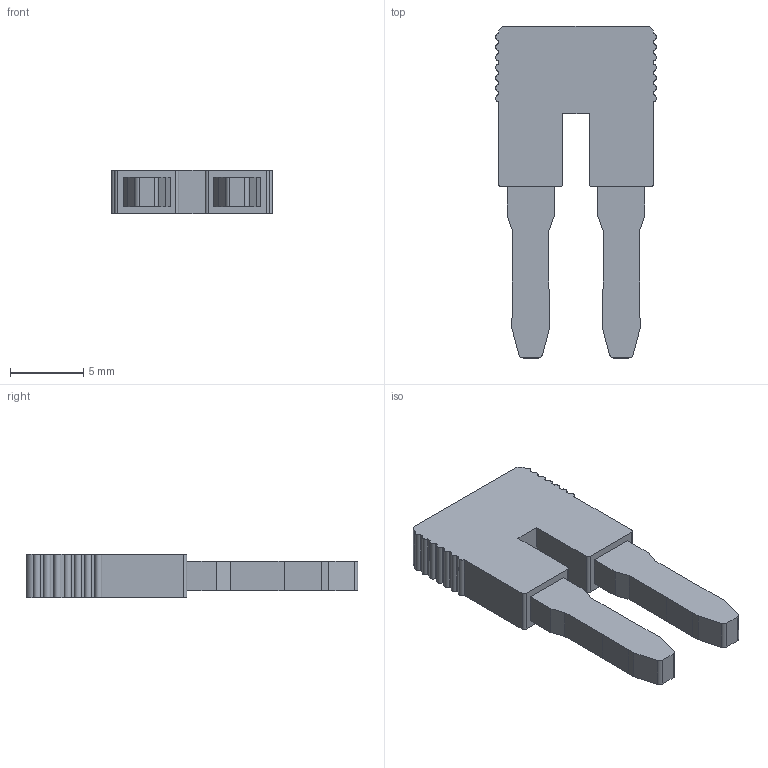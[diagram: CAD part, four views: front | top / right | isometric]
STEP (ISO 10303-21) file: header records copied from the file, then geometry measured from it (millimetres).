
FILE_DESCRIPTION((''),'2;1');
FILE_NAME('PRT0001','2021-04-19T',('Administrator'),(''),'PRO/ENGINEER BY PARAMETRIC TECHNOLOGY CORPORATION, 2013230','PRO/ENGINEER BY PARAMETRIC TECHNOLOGY CORPORATION, 2013230','');
FILE_SCHEMA(('AUTOMOTIVE_DESIGN { 1 0 10303 214 1 1 1 1 }'));
Length unit declared in the file: millimetre
Products named in the file (1): PRT0001
Bounding box: 11 x 22.7 x 3 mm (x, y, z)
Volume: 446 mm3; surface area: 590.3 mm2
Topology: 1 solids, 1 shells, 76 faces, 216 edges, 144 vertices
Faces by surface type: plane 52, cylinder 24
Entity records: 2540 total; most frequent: CARTESIAN_POINT 438, ORIENTED_EDGE 432, DIRECTION 416, EDGE_CURVE 216, VECTOR 168, LINE 168, VERTEX_POINT 144, AXIS2_PLACEMENT_3D 124
